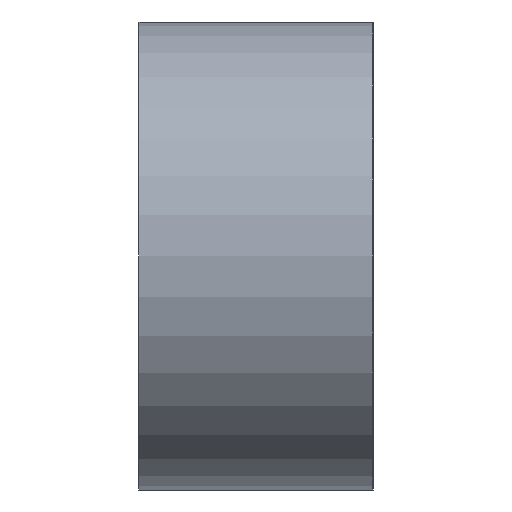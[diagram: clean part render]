
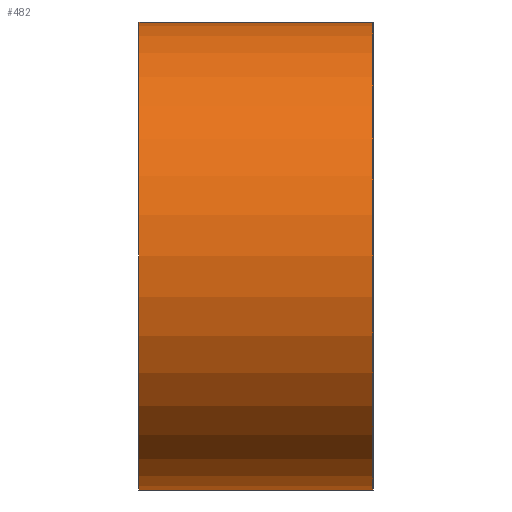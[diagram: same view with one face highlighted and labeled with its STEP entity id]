
A CAD part, left-side view. The second image highlights one B-rep face of the part: STEP entity #482.
In plain terms, the highlighted cylindrical face has radius 4 mm (diameter 8 mm), a partial arc.
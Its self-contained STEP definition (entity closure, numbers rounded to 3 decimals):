
#47 = VERTEX_POINT ( 'NONE', #652 ) ;
#58 = VECTOR ( 'NONE', #775, 1000. ) ;
#91 = VERTEX_POINT ( 'NONE', #452 ) ;
#149 = EDGE_CURVE ( 'NONE', #533, #91, #1021, .T. ) ;
#185 = DIRECTION ( 'NONE',  ( 0., 0., -1. ) ) ;
#190 = CARTESIAN_POINT ( 'NONE',  ( -64., 4., 4. ) ) ;
#221 = DIRECTION ( 'NONE',  ( 0., 1., 0. ) ) ;
#231 = EDGE_CURVE ( 'NONE', #533, #1007, #869, .T. ) ;
#240 = CARTESIAN_POINT ( 'NONE',  ( -64., 4., -4. ) ) ;
#268 = VECTOR ( 'NONE', #611, 1000. ) ;
#306 = EDGE_LOOP ( 'NONE', ( #1436, #575, #1432, #536 ) ) ;
#312 = DIRECTION ( 'NONE',  ( 0., -1., 0. ) ) ;
#452 = CARTESIAN_POINT ( 'NONE',  ( -64., 4., 4. ) ) ;
#481 = EDGE_CURVE ( 'NONE', #91, #47, #722, .T. ) ;
#482 = ADVANCED_FACE ( 'NONE', ( #1234 ), #639, .T. ) ;
#533 = VERTEX_POINT ( 'NONE', #997 ) ;
#536 = ORIENTED_EDGE ( 'NONE', *, *, #231, .T. ) ;
#550 = CARTESIAN_POINT ( 'NONE',  ( -64., 4., 0. ) ) ;
#575 = ORIENTED_EDGE ( 'NONE', *, *, #481, .F. ) ;
#611 = DIRECTION ( 'NONE',  ( 0., -1., 0. ) ) ;
#613 = EDGE_CURVE ( 'NONE', #1007, #47, #1329, .T. ) ;
#639 = CYLINDRICAL_SURFACE ( 'NONE', #1485, 4. ) ;
#652 = CARTESIAN_POINT ( 'NONE',  ( -64., 0., 4. ) ) ;
#722 = LINE ( 'NONE', #190, #58 ) ;
#775 = DIRECTION ( 'NONE',  ( 0., -1., 0. ) ) ;
#800 = DIRECTION ( 'NONE',  ( 0., 0., 1. ) ) ;
#869 = LINE ( 'NONE', #240, #268 ) ;
#983 = CARTESIAN_POINT ( 'NONE',  ( -64., 0., -4. ) ) ;
#985 = AXIS2_PLACEMENT_3D ( 'NONE', #1233, #221, #800 ) ;
#997 = CARTESIAN_POINT ( 'NONE',  ( -64., 4., -4. ) ) ;
#1007 = VERTEX_POINT ( 'NONE', #983 ) ;
#1021 = CIRCLE ( 'NONE', #1386, 4. ) ;
#1233 = CARTESIAN_POINT ( 'NONE',  ( -64., 0., 0. ) ) ;
#1234 = FACE_OUTER_BOUND ( 'NONE', #306, .T. ) ;
#1251 = DIRECTION ( 'NONE',  ( 0., 0., 1. ) ) ;
#1329 = CIRCLE ( 'NONE', #985, 4. ) ;
#1386 = AXIS2_PLACEMENT_3D ( 'NONE', #1476, #1472, #1251 ) ;
#1432 = ORIENTED_EDGE ( 'NONE', *, *, #149, .F. ) ;
#1436 = ORIENTED_EDGE ( 'NONE', *, *, #613, .T. ) ;
#1472 = DIRECTION ( 'NONE',  ( 0., 1., 0. ) ) ;
#1476 = CARTESIAN_POINT ( 'NONE',  ( -64., 4., 0. ) ) ;
#1485 = AXIS2_PLACEMENT_3D ( 'NONE', #550, #312, #185 ) ;
